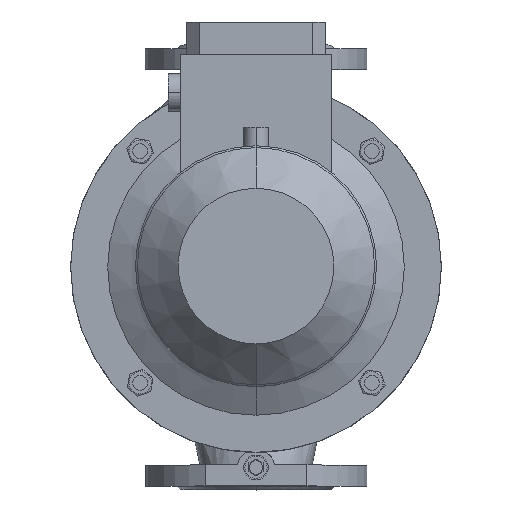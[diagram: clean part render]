
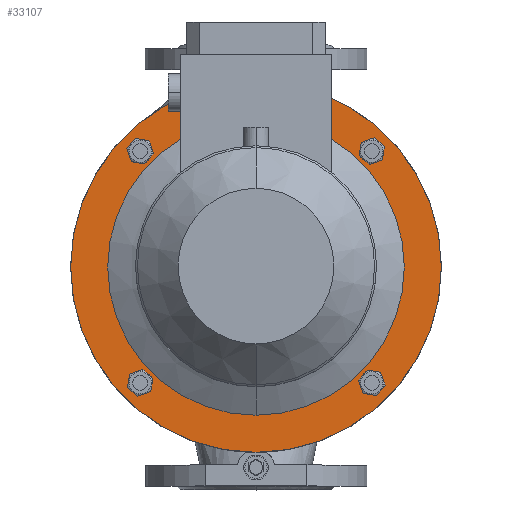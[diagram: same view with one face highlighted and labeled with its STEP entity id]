
A CAD part, top view. The second image highlights one B-rep face of the part: STEP entity #33107.
In plain terms, the highlighted planar face has unit normal (0, 0, 1).
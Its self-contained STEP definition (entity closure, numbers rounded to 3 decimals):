
#72 = EDGE_LOOP ( 'NONE', ( #17245, #4286 ) ) ;
#2322 = DIRECTION ( 'NONE',  ( 0., -1., 0. ) ) ;
#2667 = CARTESIAN_POINT ( 'NONE',  ( -92.124, -84.804, 190. ) ) ;
#2717 = DIRECTION ( 'NONE',  ( 0., 0., -1. ) ) ;
#2750 = CARTESIAN_POINT ( 'NONE',  ( 0., 120., 190. ) ) ;
#2757 = EDGE_CURVE ( 'NONE', #28636, #30318, #26580, .T. ) ;
#2897 = EDGE_LOOP ( 'NONE', ( #6586, #18803 ) ) ;
#2958 = CARTESIAN_POINT ( 'NONE',  ( 93.692, 93.692, 190. ) ) ;
#3189 = AXIS2_PLACEMENT_3D ( 'NONE', #4911, #23636, #7574 ) ;
#3513 = CIRCLE ( 'NONE', #3189, 150. ) ;
#4069 = EDGE_CURVE ( 'NONE', #30318, #28636, #5524, .T. ) ;
#4074 = CARTESIAN_POINT ( 'NONE',  ( 0., 0., 190. ) ) ;
#4286 = ORIENTED_EDGE ( 'NONE', *, *, #29568, .F. ) ;
#4313 = ORIENTED_EDGE ( 'NONE', *, *, #13766, .T. ) ;
#4616 = AXIS2_PLACEMENT_3D ( 'NONE', #30901, #12404, #28119 ) ;
#4911 = CARTESIAN_POINT ( 'NONE',  ( 0., 0., 190. ) ) ;
#5007 = ORIENTED_EDGE ( 'NONE', *, *, #17505, .T. ) ;
#5162 = CIRCLE ( 'NONE', #5889, 120. ) ;
#5524 = CIRCLE ( 'NONE', #29625, 9.025 ) ;
#5817 = CARTESIAN_POINT ( 'NONE',  ( 0., 150., 190. ) ) ;
#5889 = AXIS2_PLACEMENT_3D ( 'NONE', #4074, #12265, #25502 ) ;
#6115 = CARTESIAN_POINT ( 'NONE',  ( -93.692, -93.692, 190. ) ) ;
#6539 = AXIS2_PLACEMENT_3D ( 'NONE', #8967, #32868, #19894 ) ;
#6586 = ORIENTED_EDGE ( 'NONE', *, *, #14923, .T. ) ;
#6637 = CARTESIAN_POINT ( 'NONE',  ( -102.58, 95.259, 190. ) ) ;
#6701 = VERTEX_POINT ( 'NONE', #5817 ) ;
#7497 = VERTEX_POINT ( 'NONE', #2667 ) ;
#7574 = DIRECTION ( 'NONE',  ( 0., 1., 0. ) ) ;
#7629 = DIRECTION ( 'NONE',  ( 0., -1., 0. ) ) ;
#7640 = CARTESIAN_POINT ( 'NONE',  ( 95.259, 102.58, 190. ) ) ;
#7958 = CARTESIAN_POINT ( 'NONE',  ( 93.692, -93.692, 190. ) ) ;
#7963 = FACE_BOUND ( 'NONE', #15180, .T. ) ;
#8486 = ORIENTED_EDGE ( 'NONE', *, *, #21508, .T. ) ;
#8967 = CARTESIAN_POINT ( 'NONE',  ( 93.692, 93.692, 190. ) ) ;
#9432 = ORIENTED_EDGE ( 'NONE', *, *, #30786, .T. ) ;
#9509 = ORIENTED_EDGE ( 'NONE', *, *, #11122, .T. ) ;
#10007 = CARTESIAN_POINT ( 'NONE',  ( 92.124, 84.804, 190. ) ) ;
#10488 = CARTESIAN_POINT ( 'NONE',  ( -93.692, 93.692, 190. ) ) ;
#11122 = EDGE_CURVE ( 'NONE', #13568, #34657, #5162, .T. ) ;
#12265 = DIRECTION ( 'NONE',  ( 0., 0., -1. ) ) ;
#12294 = CARTESIAN_POINT ( 'NONE',  ( 0., 0., 190. ) ) ;
#12308 = CIRCLE ( 'NONE', #32571, 150. ) ;
#12404 = DIRECTION ( 'NONE',  ( 0., 0., 1. ) ) ;
#12495 = EDGE_LOOP ( 'NONE', ( #4313, #9432 ) ) ;
#12560 = DIRECTION ( 'NONE',  ( 0., 0., -1. ) ) ;
#12815 = DIRECTION ( 'NONE',  ( 0., 0., -1. ) ) ;
#13033 = DIRECTION ( 'NONE',  ( 0., 1., 0. ) ) ;
#13456 = FACE_BOUND ( 'NONE', #14251, .T. ) ;
#13465 = EDGE_CURVE ( 'NONE', #23442, #7497, #32684, .T. ) ;
#13568 = VERTEX_POINT ( 'NONE', #18404 ) ;
#13766 = EDGE_CURVE ( 'NONE', #17332, #20062, #24705, .T. ) ;
#14013 = DIRECTION ( 'NONE',  ( 0., -1., 0. ) ) ;
#14251 = EDGE_LOOP ( 'NONE', ( #19542, #5007 ) ) ;
#14559 = CIRCLE ( 'NONE', #19714, 9.025 ) ;
#14923 = EDGE_CURVE ( 'NONE', #7497, #23442, #25484, .T. ) ;
#15180 = EDGE_LOOP ( 'NONE', ( #8486, #9509 ) ) ;
#15217 = DIRECTION ( 'NONE',  ( 0., 1., 0. ) ) ;
#16571 = DIRECTION ( 'NONE',  ( 0., 0., -1. ) ) ;
#17245 = ORIENTED_EDGE ( 'NONE', *, *, #29406, .F. ) ;
#17332 = VERTEX_POINT ( 'NONE', #10007 ) ;
#17505 = EDGE_CURVE ( 'NONE', #26889, #22846, #18723, .T. ) ;
#18404 = CARTESIAN_POINT ( 'NONE',  ( 0., -120., 190. ) ) ;
#18414 = ORIENTED_EDGE ( 'NONE', *, *, #4069, .T. ) ;
#18602 = CARTESIAN_POINT ( 'NONE',  ( 93.692, -93.692, 190. ) ) ;
#18723 = CIRCLE ( 'NONE', #22229, 9.025 ) ;
#18737 = AXIS2_PLACEMENT_3D ( 'NONE', #20533, #12560, #13033 ) ;
#18803 = ORIENTED_EDGE ( 'NONE', *, *, #13465, .T. ) ;
#19542 = ORIENTED_EDGE ( 'NONE', *, *, #25984, .T. ) ;
#19714 = AXIS2_PLACEMENT_3D ( 'NONE', #20788, #12815, #7629 ) ;
#19894 = DIRECTION ( 'NONE',  ( 0., -1., 0. ) ) ;
#19901 = CARTESIAN_POINT ( 'NONE',  ( -95.259, -102.58, 190. ) ) ;
#20038 = EDGE_LOOP ( 'NONE', ( #18414, #24409 ) ) ;
#20062 = VERTEX_POINT ( 'NONE', #7640 ) ;
#20155 = FACE_BOUND ( 'NONE', #12495, .T. ) ;
#20533 = CARTESIAN_POINT ( 'NONE',  ( 0., 0., 190. ) ) ;
#20788 = CARTESIAN_POINT ( 'NONE',  ( -93.692, 93.692, 190. ) ) ;
#21508 = EDGE_CURVE ( 'NONE', #34657, #13568, #34471, .T. ) ;
#22229 = AXIS2_PLACEMENT_3D ( 'NONE', #10488, #16571, #14013 ) ;
#22846 = VERTEX_POINT ( 'NONE', #33280 ) ;
#23037 = AXIS2_PLACEMENT_3D ( 'NONE', #25129, #33181, #30384 ) ;
#23070 = PLANE ( 'NONE',  #4616 ) ;
#23442 = VERTEX_POINT ( 'NONE', #19901 ) ;
#23636 = DIRECTION ( 'NONE',  ( 0., 0., -1. ) ) ;
#24409 = ORIENTED_EDGE ( 'NONE', *, *, #2757, .T. ) ;
#24705 = CIRCLE ( 'NONE', #29754, 9.025 ) ;
#24732 = DIRECTION ( 'NONE',  ( 0., 0., -1. ) ) ;
#24765 = FACE_OUTER_BOUND ( 'NONE', #72, .T. ) ;
#25129 = CARTESIAN_POINT ( 'NONE',  ( -93.692, -93.692, 190. ) ) ;
#25484 = CIRCLE ( 'NONE', #33574, 9.025 ) ;
#25502 = DIRECTION ( 'NONE',  ( 0., 1., 0. ) ) ;
#25761 = DIRECTION ( 'NONE',  ( 0., 0., -1. ) ) ;
#25984 = EDGE_CURVE ( 'NONE', #22846, #26889, #14559, .T. ) ;
#26580 = CIRCLE ( 'NONE', #31808, 9.025 ) ;
#26586 = CARTESIAN_POINT ( 'NONE',  ( 0., -150., 190. ) ) ;
#26889 = VERTEX_POINT ( 'NONE', #6637 ) ;
#27308 = CARTESIAN_POINT ( 'NONE',  ( 102.58, -95.259, 190. ) ) ;
#27683 = FACE_BOUND ( 'NONE', #20038, .T. ) ;
#27687 = DIRECTION ( 'NONE',  ( 0., 0., -1. ) ) ;
#28119 = DIRECTION ( 'NONE',  ( 0., -1., 0. ) ) ;
#28636 = VERTEX_POINT ( 'NONE', #27308 ) ;
#29352 = FACE_BOUND ( 'NONE', #2897, .T. ) ;
#29406 = EDGE_CURVE ( 'NONE', #6701, #29498, #12308, .T. ) ;
#29498 = VERTEX_POINT ( 'NONE', #26586 ) ;
#29568 = EDGE_CURVE ( 'NONE', #29498, #6701, #3513, .T. ) ;
#29625 = AXIS2_PLACEMENT_3D ( 'NONE', #7958, #2717, #32329 ) ;
#29754 = AXIS2_PLACEMENT_3D ( 'NONE', #2958, #24732, #32885 ) ;
#30318 = VERTEX_POINT ( 'NONE', #30483 ) ;
#30384 = DIRECTION ( 'NONE',  ( 0., -1., 0. ) ) ;
#30483 = CARTESIAN_POINT ( 'NONE',  ( 84.804, -92.124, 190. ) ) ;
#30658 = CIRCLE ( 'NONE', #6539, 9.025 ) ;
#30786 = EDGE_CURVE ( 'NONE', #20062, #17332, #30658, .T. ) ;
#30901 = CARTESIAN_POINT ( 'NONE',  ( 0., 150., 190. ) ) ;
#31808 = AXIS2_PLACEMENT_3D ( 'NONE', #18602, #32054, #2322 ) ;
#32054 = DIRECTION ( 'NONE',  ( 0., 0., -1. ) ) ;
#32329 = DIRECTION ( 'NONE',  ( 0., -1., 0. ) ) ;
#32571 = AXIS2_PLACEMENT_3D ( 'NONE', #12294, #25761, #15217 ) ;
#32684 = CIRCLE ( 'NONE', #23037, 9.025 ) ;
#32868 = DIRECTION ( 'NONE',  ( 0., 0., -1. ) ) ;
#32885 = DIRECTION ( 'NONE',  ( 0., -1., 0. ) ) ;
#33107 = ADVANCED_FACE ( 'NONE', ( #13456, #20155, #27683, #29352, #7963, #24765 ), #23070, .T. ) ;
#33156 = DIRECTION ( 'NONE',  ( 0., -1., 0. ) ) ;
#33181 = DIRECTION ( 'NONE',  ( 0., 0., -1. ) ) ;
#33280 = CARTESIAN_POINT ( 'NONE',  ( -84.804, 92.124, 190. ) ) ;
#33574 = AXIS2_PLACEMENT_3D ( 'NONE', #6115, #27687, #33156 ) ;
#34471 = CIRCLE ( 'NONE', #18737, 120. ) ;
#34657 = VERTEX_POINT ( 'NONE', #2750 ) ;
